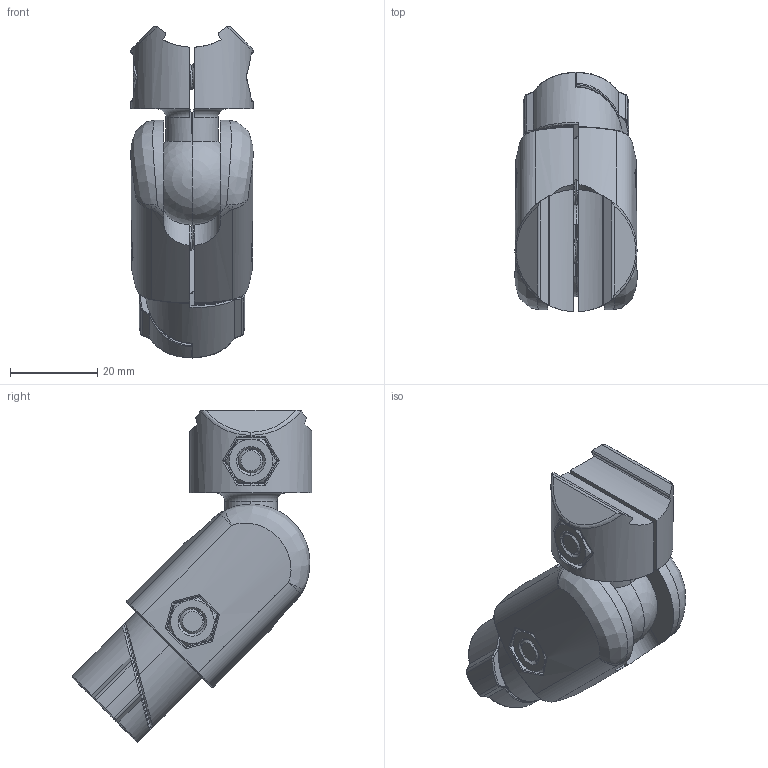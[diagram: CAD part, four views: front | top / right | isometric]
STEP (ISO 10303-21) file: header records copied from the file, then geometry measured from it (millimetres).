
FILE_DESCRIPTION (( 'STEP AP214' ), '1' );
FILE_NAME ('B403 Øàðíèðíî-ïîâîðîòíûé ñîåäèíèòåëü òðóáíûõ ïðîôèëåé Ô28.STEP', '2024-01-30T12:20:39', ( '' ), ( '' ), 'SwSTEP 2.0', 'SolidWorks 2022', '' );
FILE_SCHEMA (( 'AUTOMOTIVE_DESIGN' ));
Length unit declared in the file: millimetre
Products named in the file (1): B403 Шарнирно-поворотный соединитель трубных профилей Ф28
Bounding box: 28 x 55.02 x 76.13 mm (x, y, z)
Volume: 36856.8 mm3; surface area: 20343.1 mm2
Topology: 8 solids, 8 shells, 620 faces, 1636 edges, 1052 vertices
Faces by surface type: cylinder 196, plane 162, bspline 148, cone 76, torus 30, sphere 8
Entity records: 43919 total; most frequent: CARTESIAN_POINT 23639, ORIENTED_EDGE 3256, DIRECTION 2052, EDGE_CURVE 1628, VERTEX_POINT 1048, B_SPLINE_CURVE_WITH_KNOTS 798, AXIS2_PLACEMENT_3D 761, EDGE_LOOP 656
